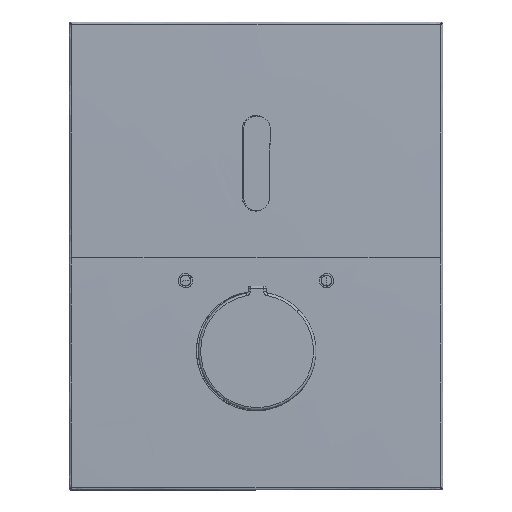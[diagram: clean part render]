
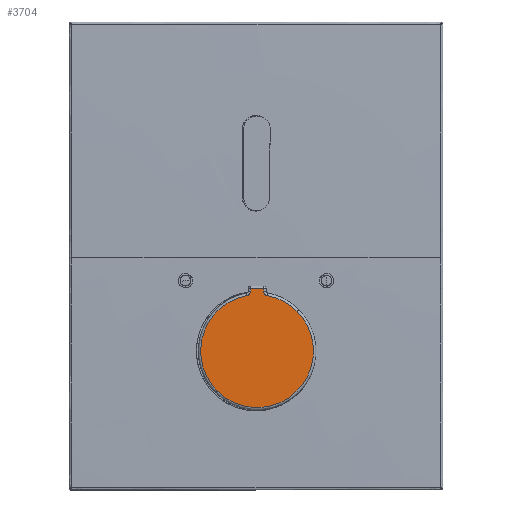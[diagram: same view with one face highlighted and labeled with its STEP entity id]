
A CAD part, top view. The second image highlights one B-rep face of the part: STEP entity #3704.
In plain terms, the highlighted planar face has unit normal (0, 0, 1).
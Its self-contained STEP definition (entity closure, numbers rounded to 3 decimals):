
#26 = LINE ( 'NONE', #5513, #2239 ) ;
#362 = CARTESIAN_POINT ( 'NONE',  ( 4.892, -18.186, 41.925 ) ) ;
#413 = CARTESIAN_POINT ( 'NONE',  ( 3.261, -15.136, 41.925 ) ) ;
#550 = PLANE ( 'NONE',  #3807 ) ;
#601 = AXIS2_PLACEMENT_3D ( 'NONE', #1018, #6939, #1855 ) ;
#733 = DIRECTION ( 'NONE',  ( 0.707, 0.707, 0. ) ) ;
#826 = VERTEX_POINT ( 'NONE', #9139 ) ;
#1018 = CARTESIAN_POINT ( 'NONE',  ( 0.466, -41.774, 41.925 ) ) ;
#1111 = CARTESIAN_POINT ( 'NONE',  ( -4.304, -16.216, 41.925 ) ) ;
#1351 = CARTESIAN_POINT ( 'NONE',  ( -16.504, -58.745, 41.925 ) ) ;
#1805 = CARTESIAN_POINT ( 'NONE',  ( 5.261, -16.22, 41.925 ) ) ;
#1806 = CARTESIAN_POINT ( 'NONE',  ( -2.304, -15.136, 41.925 ) ) ;
#1855 = DIRECTION ( 'NONE',  ( 0.707, 0.707, 0. ) ) ;
#1941 = LINE ( 'NONE', #2313, #2478 ) ;
#1962 = DIRECTION ( 'NONE',  ( 0.707, 0.707, 0. ) ) ;
#1965 = CIRCLE ( 'NONE', #601, 24. ) ;
#2010 = EDGE_LOOP ( 'NONE', ( #2912, #9047, #10271, #6285, #8252, #7452, #10029, #3243 ) ) ;
#2049 = DIRECTION ( 'NONE',  ( -1., 0., 0. ) ) ;
#2239 = VECTOR ( 'NONE', #2049, 1000. ) ;
#2313 = CARTESIAN_POINT ( 'NONE',  ( 3.261, -14.136, 41.925 ) ) ;
#2434 = CARTESIAN_POINT ( 'NONE',  ( 0.466, -41.774, 41.925 ) ) ;
#2478 = VECTOR ( 'NONE', #8250, 1000. ) ;
#2622 = AXIS2_PLACEMENT_3D ( 'NONE', #2434, #8374, #3294 ) ;
#2657 = DIRECTION ( 'NONE',  ( 0.707, 0.707, 0. ) ) ;
#2678 = EDGE_CURVE ( 'NONE', #10264, #9070, #26, .T. ) ;
#2912 = ORIENTED_EDGE ( 'NONE', *, *, #5393, .T. ) ;
#3187 = DIRECTION ( 'NONE',  ( 0.707, 0.707, 0. ) ) ;
#3243 = ORIENTED_EDGE ( 'NONE', *, *, #9680, .F. ) ;
#3288 = CARTESIAN_POINT ( 'NONE',  ( -2.304, -17.06, 41.925 ) ) ;
#3294 = DIRECTION ( 'NONE',  ( 0.707, 0.707, 0. ) ) ;
#3371 = EDGE_CURVE ( 'NONE', #9630, #5245, #1965, .T. ) ;
#3470 = EDGE_CURVE ( 'NONE', #4651, #826, #3691, .T. ) ;
#3691 = CIRCLE ( 'NONE', #4031, 2. ) ;
#3704 = ADVANCED_FACE ( 'NONE', ( #4104 ), #550, .T. ) ;
#3807 = AXIS2_PLACEMENT_3D ( 'NONE', #7403, #8267, #3187 ) ;
#4031 = AXIS2_PLACEMENT_3D ( 'NONE', #1111, #7042, #1962 ) ;
#4104 = FACE_OUTER_BOUND ( 'NONE', #2010, .T. ) ;
#4227 = CIRCLE ( 'NONE', #5261, 24. ) ;
#4421 = CARTESIAN_POINT ( 'NONE',  ( -3.937, -18.182, 41.925 ) ) ;
#4651 = VERTEX_POINT ( 'NONE', #4421 ) ;
#4856 = EDGE_CURVE ( 'NONE', #8843, #9630, #4227, .T. ) ;
#4933 = VERTEX_POINT ( 'NONE', #8454 ) ;
#5245 = VERTEX_POINT ( 'NONE', #362 ) ;
#5261 = AXIS2_PLACEMENT_3D ( 'NONE', #10915, #5831, #733 ) ;
#5393 = EDGE_CURVE ( 'NONE', #4933, #10264, #1941, .T. ) ;
#5481 = EDGE_CURVE ( 'NONE', #9070, #826, #6202, .T. ) ;
#5513 = CARTESIAN_POINT ( 'NONE',  ( -3.304, -15.136, 41.925 ) ) ;
#5831 = DIRECTION ( 'NONE',  ( 0., 0., 1. ) ) ;
#5903 = CARTESIAN_POINT ( 'NONE',  ( 17.437, -24.804, 41.925 ) ) ;
#6202 = LINE ( 'NONE', #3288, #7907 ) ;
#6285 = ORIENTED_EDGE ( 'NONE', *, *, #3470, .F. ) ;
#6925 = CIRCLE ( 'NONE', #8500, 2. ) ;
#6939 = DIRECTION ( 'NONE',  ( 0., 0., 1. ) ) ;
#7042 = DIRECTION ( 'NONE',  ( 0., 0., 1. ) ) ;
#7403 = CARTESIAN_POINT ( 'NONE',  ( 0.466, -41.774, 41.925 ) ) ;
#7452 = ORIENTED_EDGE ( 'NONE', *, *, #4856, .T. ) ;
#7738 = DIRECTION ( 'NONE',  ( 0., 0., 1. ) ) ;
#7907 = VECTOR ( 'NONE', #10937, 1000. ) ;
#8250 = DIRECTION ( 'NONE',  ( 0., 1., 0. ) ) ;
#8252 = ORIENTED_EDGE ( 'NONE', *, *, #10960, .T. ) ;
#8267 = DIRECTION ( 'NONE',  ( 0., 0., 1. ) ) ;
#8374 = DIRECTION ( 'NONE',  ( 0., 0., 1. ) ) ;
#8454 = CARTESIAN_POINT ( 'NONE',  ( 3.261, -16.22, 41.925 ) ) ;
#8500 = AXIS2_PLACEMENT_3D ( 'NONE', #1805, #7738, #2657 ) ;
#8843 = VERTEX_POINT ( 'NONE', #1351 ) ;
#9047 = ORIENTED_EDGE ( 'NONE', *, *, #2678, .T. ) ;
#9070 = VERTEX_POINT ( 'NONE', #1806 ) ;
#9139 = CARTESIAN_POINT ( 'NONE',  ( -2.304, -16.216, 41.925 ) ) ;
#9575 = CIRCLE ( 'NONE', #2622, 24. ) ;
#9630 = VERTEX_POINT ( 'NONE', #5903 ) ;
#9680 = EDGE_CURVE ( 'NONE', #4933, #5245, #6925, .T. ) ;
#10029 = ORIENTED_EDGE ( 'NONE', *, *, #3371, .T. ) ;
#10264 = VERTEX_POINT ( 'NONE', #413 ) ;
#10271 = ORIENTED_EDGE ( 'NONE', *, *, #5481, .T. ) ;
#10915 = CARTESIAN_POINT ( 'NONE',  ( 0.466, -41.774, 41.925 ) ) ;
#10937 = DIRECTION ( 'NONE',  ( 0., -1., 0. ) ) ;
#10960 = EDGE_CURVE ( 'NONE', #4651, #8843, #9575, .T. ) ;
